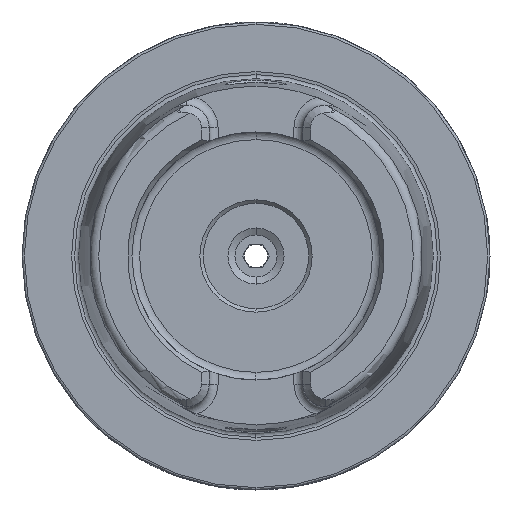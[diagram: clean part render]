
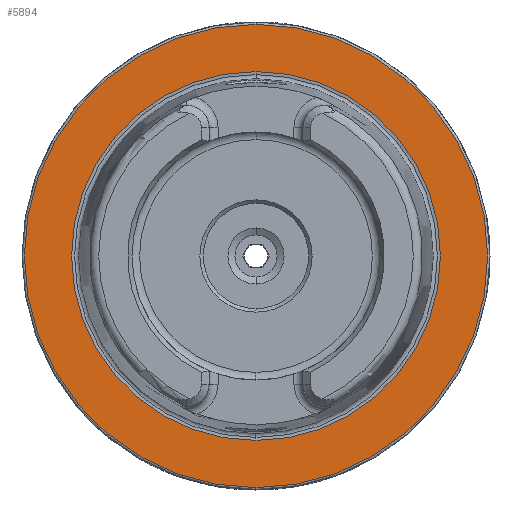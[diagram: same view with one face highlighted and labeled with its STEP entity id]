
A CAD part, left-side view. The second image highlights one B-rep face of the part: STEP entity #5894.
In plain terms, the highlighted planar face has unit normal (-1, 0, 0).
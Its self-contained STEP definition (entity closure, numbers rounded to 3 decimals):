
#1075 = CIRCLE ( 'NONE', #3899, 39.405 ) ;
#1118 = FACE_OUTER_BOUND ( 'NONE', #1747, .T. ) ;
#1120 = FACE_BOUND ( 'NONE', #1748, .T. ) ;
#1258 = VERTEX_POINT ( 'NONE', #7022 ) ;
#1504 = VERTEX_POINT ( 'NONE', #7530 ) ;
#1513 = VERTEX_POINT ( 'NONE', #7539 ) ;
#1573 = VERTEX_POINT ( 'NONE', #7598 ) ;
#1747 = EDGE_LOOP ( 'NONE', ( #2592, #2590 ) ) ;
#1748 = EDGE_LOOP ( 'NONE', ( #2594, #2593 ) ) ;
#2590 = ORIENTED_EDGE ( 'NONE', *, *, #8094, .T. ) ;
#2592 = ORIENTED_EDGE ( 'NONE', *, *, #5928, .T. ) ;
#2593 = ORIENTED_EDGE ( 'NONE', *, *, #4757, .F. ) ;
#2594 = ORIENTED_EDGE ( 'NONE', *, *, #8095, .F. ) ;
#3331 = CARTESIAN_POINT ( 'NONE',  ( 0., 0., 0. ) ) ;
#3332 = DIRECTION ( 'NONE',  ( -1., 0., 0. ) ) ;
#3333 = DIRECTION ( 'NONE',  ( 0., 0., 1. ) ) ;
#3438 = CARTESIAN_POINT ( 'NONE',  ( 0., 49.5, 0. ) ) ;
#3442 = PLANE ( 'NONE',  #4044 ) ;
#3444 = DIRECTION ( 'NONE',  ( 1., 0., 0. ) ) ;
#3445 = DIRECTION ( 'NONE',  ( 0., 0., -1. ) ) ;
#3544 = CARTESIAN_POINT ( 'NONE',  ( 0., 0., 0. ) ) ;
#3545 = DIRECTION ( 'NONE',  ( -1., 0., 0. ) ) ;
#3546 = DIRECTION ( 'NONE',  ( 0., 0., 1. ) ) ;
#3899 = AXIS2_PLACEMENT_3D ( 'NONE', #3331, #3332, #3333 ) ;
#4044 = AXIS2_PLACEMENT_3D ( 'NONE', #3438, #3444, #3445 ) ;
#4073 = AXIS2_PLACEMENT_3D ( 'NONE', #3544, #3545, #3546 ) ;
#4164 = AXIS2_PLACEMENT_3D ( 'NONE', #5853, #5854, #5855 ) ;
#4165 = AXIS2_PLACEMENT_3D ( 'NONE', #5856, #5857, #5858 ) ;
#4757 = EDGE_CURVE ( 'NONE', #1573, #1258, #1075, .T. ) ;
#5853 = CARTESIAN_POINT ( 'NONE',  ( 0., 0., 0. ) ) ;
#5854 = DIRECTION ( 'NONE',  ( -1., 0., 0. ) ) ;
#5855 = DIRECTION ( 'NONE',  ( 0., 0., 1. ) ) ;
#5856 = CARTESIAN_POINT ( 'NONE',  ( 0., 0., 0. ) ) ;
#5857 = DIRECTION ( 'NONE',  ( -1., 0., 0. ) ) ;
#5858 = DIRECTION ( 'NONE',  ( 0., 0., 1. ) ) ;
#5894 = ADVANCED_FACE ( 'NONE', ( #1120, #1118 ), #3442, .F. ) ;
#5928 = EDGE_CURVE ( 'NONE', #1504, #1513, #9213, .T. ) ;
#7022 = CARTESIAN_POINT ( 'NONE',  ( 0., 0., 39.405 ) ) ;
#7530 = CARTESIAN_POINT ( 'NONE',  ( 0., 0., 49.5 ) ) ;
#7539 = CARTESIAN_POINT ( 'NONE',  ( 0., 0., -49.5 ) ) ;
#7598 = CARTESIAN_POINT ( 'NONE',  ( 0., 0., -39.405 ) ) ;
#8094 = EDGE_CURVE ( 'NONE', #1513, #1504, #9429, .T. ) ;
#8095 = EDGE_CURVE ( 'NONE', #1258, #1573, #9428, .T. ) ;
#9213 = CIRCLE ( 'NONE', #4073, 49.5 ) ;
#9428 = CIRCLE ( 'NONE', #4165, 39.405 ) ;
#9429 = CIRCLE ( 'NONE', #4164, 49.5 ) ;
